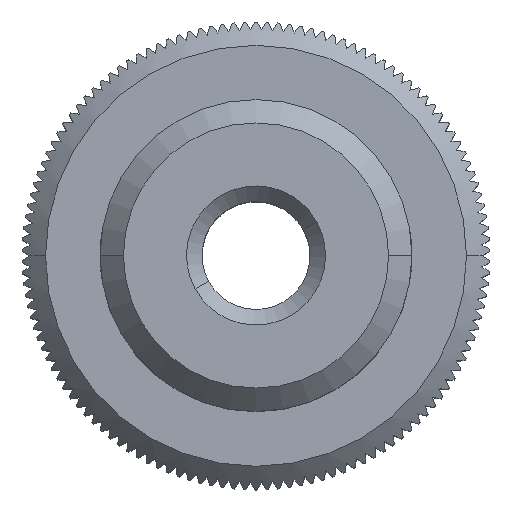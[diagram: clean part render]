
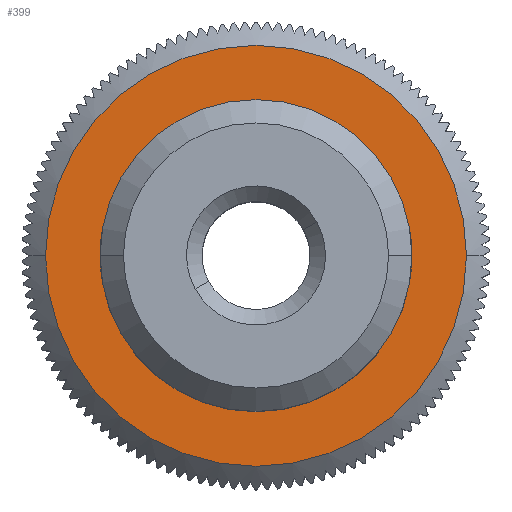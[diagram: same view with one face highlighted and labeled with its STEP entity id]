
A CAD part, top view. The second image highlights one B-rep face of the part: STEP entity #399.
In plain terms, the highlighted planar face has unit normal (0, 0, 1).
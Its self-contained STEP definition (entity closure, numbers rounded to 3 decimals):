
#148=CARTESIAN_POINT('Vertex',(10.,0.,12.)) ;
#151=CARTESIAN_POINT('Axis2P3D Location',(0.,0.,12.)) ;
#155=CARTESIAN_POINT('Vertex',(-10.,0.,12.)) ;
#217=CARTESIAN_POINT('Axis2P3D Location',(0.,0.,12.)) ;
#372=CARTESIAN_POINT('Axis2P3D Location',(0.,0.,12.)) ;
#377=CARTESIAN_POINT('Axis2P3D Location',(0.,0.,12.)) ;
#381=CARTESIAN_POINT('Vertex',(-13.5,0.,12.)) ;
#383=CARTESIAN_POINT('Vertex',(13.5,0.,12.)) ;
#386=CARTESIAN_POINT('Axis2P3D Location',(0.,0.,12.)) ;
#152=DIRECTION('Axis2P3D Direction',(0.,0.,1.)) ;
#218=DIRECTION('Axis2P3D Direction',(0.,0.,1.)) ;
#373=DIRECTION('Axis2P3D Direction',(0.,0.,1.)) ;
#374=DIRECTION('Axis2P3D XDirection',(1.,0.,0.)) ;
#378=DIRECTION('Axis2P3D Direction',(0.,0.,1.)) ;
#387=DIRECTION('Axis2P3D Direction',(0.,0.,1.)) ;
#153=AXIS2_PLACEMENT_3D('Circle Axis2P3D',#151,#152,$) ;
#219=AXIS2_PLACEMENT_3D('Circle Axis2P3D',#217,#218,$) ;
#375=AXIS2_PLACEMENT_3D('Plane Axis2P3D',#372,#373,#374) ;
#379=AXIS2_PLACEMENT_3D('Circle Axis2P3D',#377,#378,$) ;
#388=AXIS2_PLACEMENT_3D('Circle Axis2P3D',#386,#387,$) ;
#392=ORIENTED_EDGE('',*,*,#385,.T.) ;
#393=ORIENTED_EDGE('',*,*,#390,.T.) ;
#396=ORIENTED_EDGE('',*,*,#157,.F.) ;
#397=ORIENTED_EDGE('',*,*,#221,.F.) ;
#398=FACE_BOUND('',#395,.T.) ;
#399=ADVANCED_FACE('PartBody',(#394,#398),#376,.T.) ;
#154=CIRCLE('generated circle',#153,10.) ;
#220=CIRCLE('generated circle',#219,10.) ;
#380=CIRCLE('generated circle',#379,13.5) ;
#389=CIRCLE('generated circle',#388,13.5) ;
#157=EDGE_CURVE('',#149,#156,#154,.T.) ;
#221=EDGE_CURVE('',#156,#149,#220,.T.) ;
#385=EDGE_CURVE('',#382,#384,#380,.T.) ;
#390=EDGE_CURVE('',#384,#382,#389,.T.) ;
#391=EDGE_LOOP('',(#392,#393)) ;
#395=EDGE_LOOP('',(#396,#397)) ;
#394=FACE_OUTER_BOUND('',#391,.T.) ;
#376=PLANE('Plane',#375) ;
#149=VERTEX_POINT('',#148) ;
#156=VERTEX_POINT('',#155) ;
#382=VERTEX_POINT('',#381) ;
#384=VERTEX_POINT('',#383) ;
